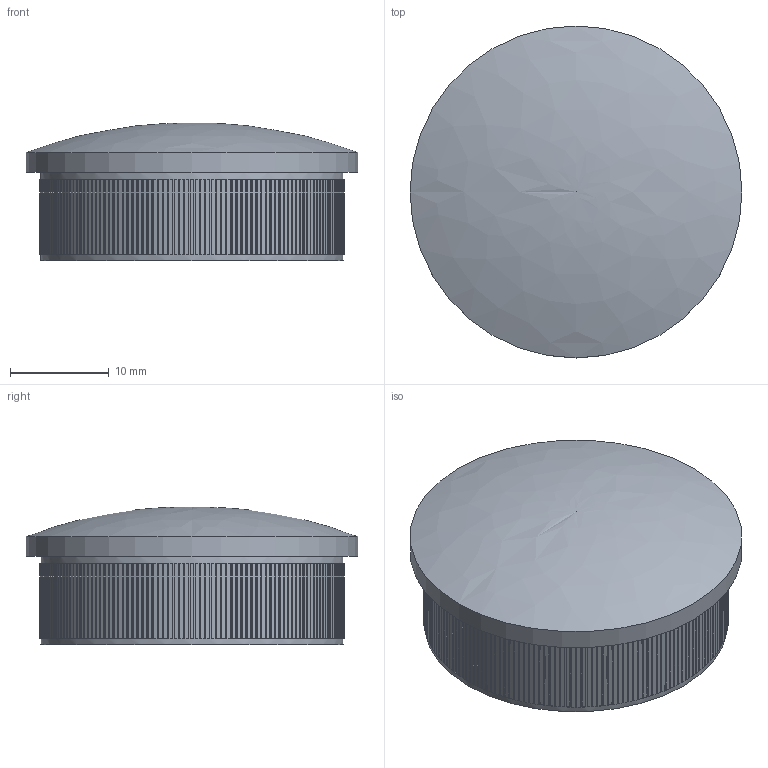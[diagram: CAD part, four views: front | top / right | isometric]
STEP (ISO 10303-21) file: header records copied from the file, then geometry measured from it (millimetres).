
FILE_DESCRIPTION(/* description */ (''),/* implementation_level */ '2;1');
FILE_NAME(/* name */ 'Kappen_X121.stp',/* time_stamp */ '2017-08-09T15:29:41+02:00',/* author */ (''),/* organization */ (''),/* preprocessor_version */ 'ST-DEVELOPER v16',/* originating_system */ 'SIEMENS PLM Software NX 11.0',/* authorisation */ '');
FILE_SCHEMA (('AUTOMOTIVE_DESIGN { 1 0 10303 214 3 1 1 1 }'));
Length unit declared in the file: millimetre
Products named in the file (1): Goge0EC4D08Df66i
Bounding box: 33.7 x 33.7 x 14 mm (x, y, z)
Volume: 2162.7 mm3; surface area: 4196.1 mm2
Topology: 1 solids, 1 shells, 907 faces, 2176 edges, 1451 vertices
Faces by surface type: plane 902, cylinder 3, bspline 2
Full cylindrical faces by diameter (mm): 28.748 x1, 30.748 x1, 33.7 x1
Entity records: 26160 total; most frequent: CARTESIAN_POINT 4578, DIRECTION 4346, ORIENTED_EDGE 4332, EDGE_CURVE 2166, LINE 1800, VECTOR 1800, VERTEX_POINT 1448, AXIS2_PLACEMENT_3D 1273
